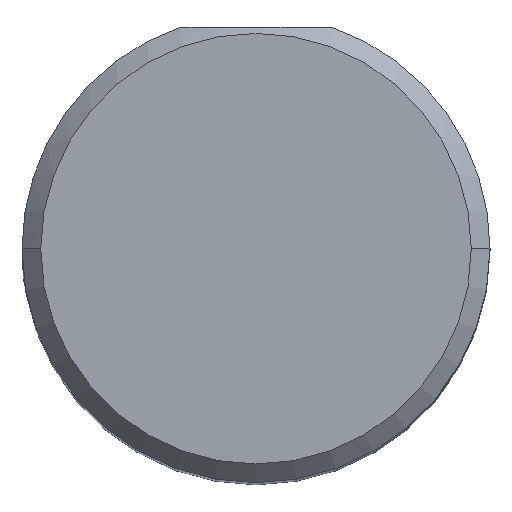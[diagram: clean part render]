
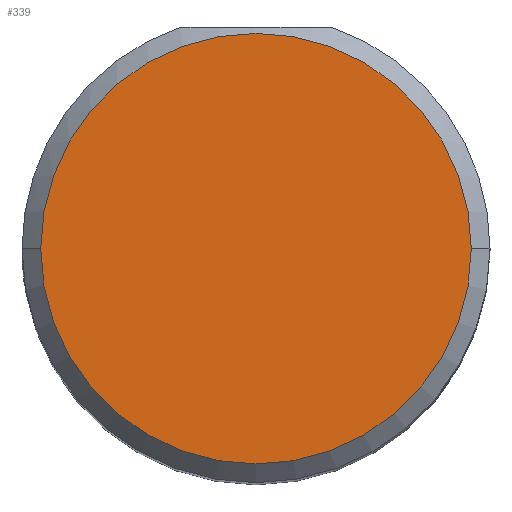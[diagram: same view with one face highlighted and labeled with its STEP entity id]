
A CAD part, top view. The second image highlights one B-rep face of the part: STEP entity #339.
In plain terms, the highlighted planar face has unit normal (0, 0, 1).
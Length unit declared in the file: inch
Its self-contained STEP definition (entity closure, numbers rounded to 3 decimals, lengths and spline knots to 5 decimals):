
#73 = DIRECTION ( 'NONE',  ( -1., 0., 0. ) ) ;
#112 = CIRCLE ( 'NONE', #477, 0.1725 ) ;
#116 = EDGE_CURVE ( 'NONE', #204, #453, #112, .T. ) ;
#125 = CARTESIAN_POINT ( 'NONE',  ( 0.75, 0., 4. ) ) ;
#184 = EDGE_LOOP ( 'NONE', ( #536, #262 ) ) ;
#204 = VERTEX_POINT ( 'NONE', #268 ) ;
#207 = AXIS2_PLACEMENT_3D ( 'NONE', #380, #550, #509 ) ;
#247 = AXIS2_PLACEMENT_3D ( 'NONE', #461, #288, #466 ) ;
#256 = CARTESIAN_POINT ( 'NONE',  ( 0.5775, 0., 4. ) ) ;
#262 = ORIENTED_EDGE ( 'NONE', *, *, #534, .F. ) ;
#268 = CARTESIAN_POINT ( 'NONE',  ( 0.9225, 0., 4. ) ) ;
#288 = DIRECTION ( 'NONE',  ( 0., 0., 1. ) ) ;
#339 = ADVANCED_FACE ( 'NONE', ( #506 ), #535, .T. ) ;
#380 = CARTESIAN_POINT ( 'NONE',  ( 0.75, 0., 4. ) ) ;
#425 = CIRCLE ( 'NONE', #207, 0.1725 ) ;
#453 = VERTEX_POINT ( 'NONE', #256 ) ;
#461 = CARTESIAN_POINT ( 'NONE',  ( 0.75, 0., 4. ) ) ;
#466 = DIRECTION ( 'NONE',  ( -1., 0., 0. ) ) ;
#471 = DIRECTION ( 'NONE',  ( 0., 0., -1. ) ) ;
#477 = AXIS2_PLACEMENT_3D ( 'NONE', #125, #471, #73 ) ;
#506 = FACE_OUTER_BOUND ( 'NONE', #184, .T. ) ;
#509 = DIRECTION ( 'NONE',  ( -1., 0., 0. ) ) ;
#534 = EDGE_CURVE ( 'NONE', #453, #204, #425, .T. ) ;
#535 = PLANE ( 'NONE',  #247 ) ;
#536 = ORIENTED_EDGE ( 'NONE', *, *, #116, .F. ) ;
#550 = DIRECTION ( 'NONE',  ( 0., 0., -1. ) ) ;
